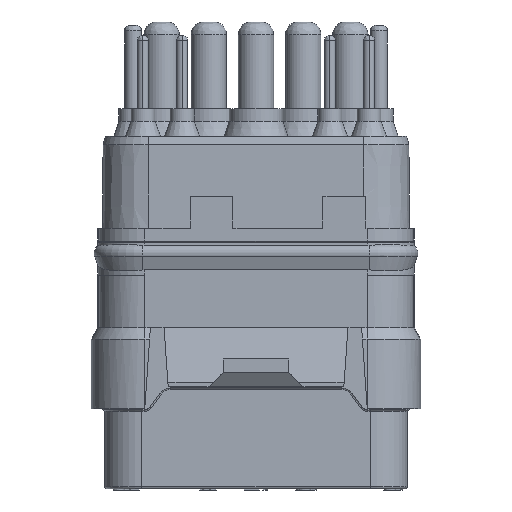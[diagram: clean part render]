
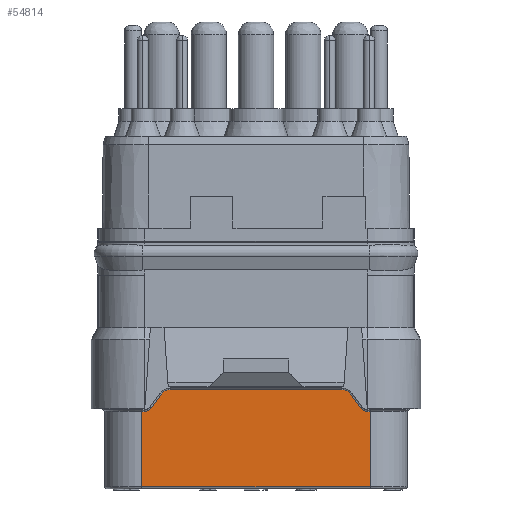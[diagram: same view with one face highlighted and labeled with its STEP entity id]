
A CAD part, front view. The second image highlights one B-rep face of the part: STEP entity #54814.
In plain terms, the highlighted planar face has unit normal (0, -1, 0).
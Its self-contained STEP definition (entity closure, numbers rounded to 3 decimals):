
#6737=DIRECTION('',(0.,0.,-1.));
#6738=VECTOR('',#6737,3.42);
#6739=CARTESIAN_POINT('',(-5.2,-5.875,-8.36));
#6740=LINE('',#6739,#6738);
#9036=DIRECTION('',(-1.,0.,0.));
#9037=VECTOR('',#9036,10.4);
#9038=CARTESIAN_POINT('',(5.2,-5.875,-11.78));
#9039=LINE('',#9038,#9037);
#9040=DIRECTION('',(-1.,0.,0.));
#9041=VECTOR('',#9040,0.1);
#9042=CARTESIAN_POINT('',(-5.1,-5.875,-8.36));
#9043=LINE('',#9042,#9041);
#9044=CARTESIAN_POINT('',(-5.1,-5.875,-7.98));
#9045=DIRECTION('',(0.,1.,0.));
#9046=DIRECTION('',(0.8,0.,-0.6));
#9047=AXIS2_PLACEMENT_3D('',#9044,#9045,#9046);
#9049=DIRECTION('',(-0.6,0.,-0.8));
#9050=VECTOR('',#9049,0.8);
#9051=CARTESIAN_POINT('',(-4.316,-5.875,-7.568));
#9052=LINE('',#9051,#9050);
#9053=CARTESIAN_POINT('',(-3.9,-5.875,-7.88));
#9054=DIRECTION('',(0.,-1.,0.));
#9055=DIRECTION('',(0.,0.,1.));
#9056=AXIS2_PLACEMENT_3D('',#9053,#9054,#9055);
#9058=DIRECTION('',(-1.,0.,0.));
#9059=VECTOR('',#9058,7.8);
#9060=CARTESIAN_POINT('',(3.9,-5.875,-7.36));
#9061=LINE('',#9060,#9059);
#9062=CARTESIAN_POINT('',(3.9,-5.875,-7.88));
#9063=DIRECTION('',(0.,-1.,0.));
#9064=DIRECTION('',(0.8,0.,0.6));
#9065=AXIS2_PLACEMENT_3D('',#9062,#9063,#9064);
#9067=DIRECTION('',(-0.6,0.,0.8));
#9068=VECTOR('',#9067,0.8);
#9069=CARTESIAN_POINT('',(4.796,-5.875,-8.208));
#9070=LINE('',#9069,#9068);
#9071=CARTESIAN_POINT('',(5.1,-5.875,-7.98));
#9072=DIRECTION('',(0.,1.,0.));
#9073=DIRECTION('',(0.,0.,-1.));
#9074=AXIS2_PLACEMENT_3D('',#9071,#9072,#9073);
#9076=DIRECTION('',(-1.,0.,0.));
#9077=VECTOR('',#9076,0.1);
#9078=CARTESIAN_POINT('',(5.2,-5.875,-8.36));
#9079=LINE('',#9078,#9077);
#9080=DIRECTION('',(0.,0.,-1.));
#9081=VECTOR('',#9080,3.42);
#9082=CARTESIAN_POINT('',(5.2,-5.875,-8.36));
#9083=LINE('',#9082,#9081);
#39975=CARTESIAN_POINT('',(5.2,-5.875,-8.36));
#39976=CARTESIAN_POINT('',(5.1,-5.875,-8.36));
#39977=VERTEX_POINT('',#39975);
#39978=VERTEX_POINT('',#39976);
#39981=CARTESIAN_POINT('',(4.796,-5.875,-8.208));
#39982=VERTEX_POINT('',#39981);
#39985=CARTESIAN_POINT('',(4.316,-5.875,-7.568));
#39986=VERTEX_POINT('',#39985);
#39989=CARTESIAN_POINT('',(3.9,-5.875,-7.36));
#39990=VERTEX_POINT('',#39989);
#39993=CARTESIAN_POINT('',(-3.9,-5.875,-7.36));
#39994=VERTEX_POINT('',#39993);
#39997=CARTESIAN_POINT('',(-4.316,-5.875,-7.568));
#39998=VERTEX_POINT('',#39997);
#40001=CARTESIAN_POINT('',(-4.796,-5.875,-8.208));
#40002=VERTEX_POINT('',#40001);
#40005=CARTESIAN_POINT('',(-5.1,-5.875,-8.36));
#40006=VERTEX_POINT('',#40005);
#40009=CARTESIAN_POINT('',(-5.2,-5.875,-8.36));
#40010=VERTEX_POINT('',#40009);
#40141=CARTESIAN_POINT('',(5.2,-5.875,-11.78));
#40142=CARTESIAN_POINT('',(-5.2,-5.875,-11.78));
#40143=VERTEX_POINT('',#40141);
#40144=VERTEX_POINT('',#40142);
#54794=CARTESIAN_POINT('',(5.2,-5.875,-8.28));
#54795=DIRECTION('',(0.,-1.,0.));
#54796=DIRECTION('',(-1.,0.,0.));
#54797=AXIS2_PLACEMENT_3D('',#54794,#54795,#54796);
#54798=PLANE('',#54797);
#54799=ORIENTED_EDGE('',*,*,#54787,.T.);
#54800=ORIENTED_EDGE('',*,*,#53555,.F.);
#54801=ORIENTED_EDGE('',*,*,#52993,.F.);
#54802=ORIENTED_EDGE('',*,*,#53009,.F.);
#54803=ORIENTED_EDGE('',*,*,#53050,.F.);
#54804=ORIENTED_EDGE('',*,*,#53065,.F.);
#54805=ORIENTED_EDGE('',*,*,#53106,.F.);
#54806=ORIENTED_EDGE('',*,*,#53121,.F.);
#54807=ORIENTED_EDGE('',*,*,#53162,.F.);
#54808=ORIENTED_EDGE('',*,*,#53177,.F.);
#54809=ORIENTED_EDGE('',*,*,#53233,.F.);
#54811=ORIENTED_EDGE('',*,*,#54810,.T.);
#54812=EDGE_LOOP('',(#54799,#54800,#54801,#54802,#54803,#54804,#54805,#54806,
#54807,#54808,#54809,#54811));
#54813=FACE_OUTER_BOUND('',#54812,.F.);
#54814=ADVANCED_FACE('',(#54813),#54798,.T.);
#9048=CIRCLE('',#9047,0.38);
#9057=CIRCLE('',#9056,0.52);
#9066=CIRCLE('',#9065,0.52);
#9075=CIRCLE('',#9074,0.38);
#52993=EDGE_CURVE('',#40006,#40010,#9043,.T.);
#53009=EDGE_CURVE('',#40002,#40006,#9048,.T.);
#53050=EDGE_CURVE('',#39998,#40002,#9052,.T.);
#53065=EDGE_CURVE('',#39994,#39998,#9057,.T.);
#53106=EDGE_CURVE('',#39990,#39994,#9061,.T.);
#53121=EDGE_CURVE('',#39986,#39990,#9066,.T.);
#53162=EDGE_CURVE('',#39982,#39986,#9070,.T.);
#53177=EDGE_CURVE('',#39978,#39982,#9075,.T.);
#53233=EDGE_CURVE('',#39977,#39978,#9079,.T.);
#53555=EDGE_CURVE('',#40010,#40144,#6740,.T.);
#54787=EDGE_CURVE('',#40143,#40144,#9039,.T.);
#54810=EDGE_CURVE('',#39977,#40143,#9083,.T.);
